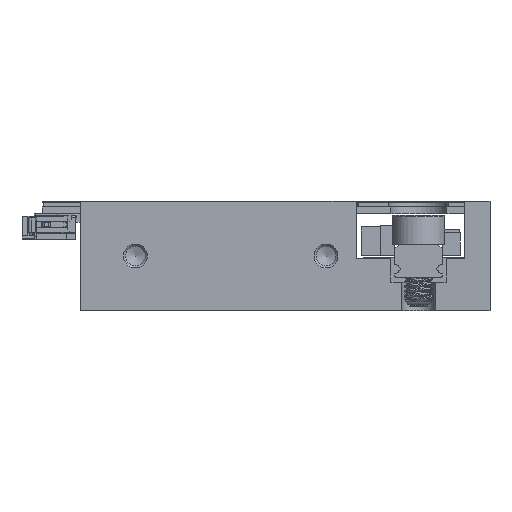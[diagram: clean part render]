
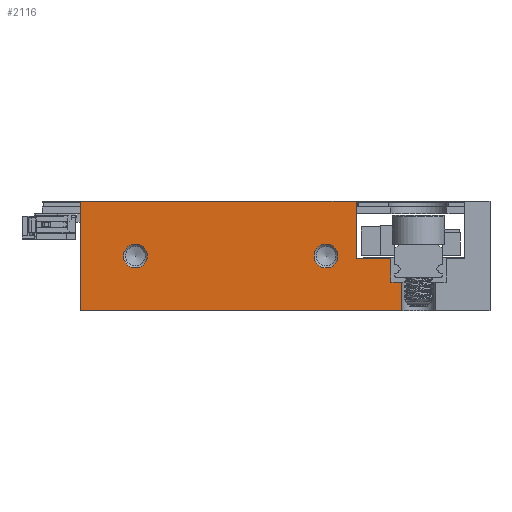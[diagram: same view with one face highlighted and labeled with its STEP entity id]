
A CAD part, left-side view. The second image highlights one B-rep face of the part: STEP entity #2116.
In plain terms, the highlighted planar face has unit normal (-1, 0, 0).
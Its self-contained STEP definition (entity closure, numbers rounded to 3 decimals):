
#1478=FACE_BOUND('',#5553,.T.);
#1479=FACE_BOUND('',#5554,.T.);
#1480=FACE_BOUND('',#5555,.T.);
#2116=ADVANCED_FACE('',(#1478,#1479,#1480),#3454,.F.);
#3454=PLANE('',#26878);
#5553=EDGE_LOOP('',(#8053));
#5554=EDGE_LOOP('',(#8054));
#5555=EDGE_LOOP('',(#8055,#8056,#8057,#8058,#8059,#8060,#8061,#8062));
#7288=CIRCLE('',#26876,1.25);
#7289=CIRCLE('',#26877,1.25);
#8053=ORIENTED_EDGE('',*,*,#17644,.T.);
#8054=ORIENTED_EDGE('',*,*,#17645,.T.);
#8055=ORIENTED_EDGE('',*,*,#17624,.T.);
#8056=ORIENTED_EDGE('',*,*,#17646,.T.);
#8057=ORIENTED_EDGE('',*,*,#17647,.T.);
#8058=ORIENTED_EDGE('',*,*,#17648,.T.);
#8059=ORIENTED_EDGE('',*,*,#17649,.T.);
#8060=ORIENTED_EDGE('',*,*,#17602,.T.);
#8061=ORIENTED_EDGE('',*,*,#17576,.F.);
#8062=ORIENTED_EDGE('',*,*,#17586,.T.);
#15116=VERTEX_POINT('',#35861);
#15117=VERTEX_POINT('',#35863);
#15124=VERTEX_POINT('',#35880);
#15135=VERTEX_POINT('',#35912);
#15154=VERTEX_POINT('',#35956);
#15170=VERTEX_POINT('',#35997);
#15171=VERTEX_POINT('',#35999);
#15172=VERTEX_POINT('',#36001);
#15173=VERTEX_POINT('',#36003);
#15174=VERTEX_POINT('',#36005);
#17576=EDGE_CURVE('',#15116,#15117,#21141,.T.);
#17586=EDGE_CURVE('',#15116,#15124,#21149,.T.);
#17602=EDGE_CURVE('',#15135,#15117,#21165,.T.);
#17624=EDGE_CURVE('',#15124,#15154,#21176,.T.);
#17644=EDGE_CURVE('',#15170,#15170,#7288,.T.);
#17645=EDGE_CURVE('',#15171,#15171,#7289,.T.);
#17646=EDGE_CURVE('',#15154,#15172,#21195,.T.);
#17647=EDGE_CURVE('',#15172,#15173,#21196,.T.);
#17648=EDGE_CURVE('',#15173,#15174,#21197,.T.);
#17649=EDGE_CURVE('',#15174,#15135,#21198,.T.);
#21141=LINE('',#35862,#24006);
#21149=LINE('',#35881,#24014);
#21165=LINE('',#35911,#24030);
#21176=LINE('',#35957,#24041);
#21195=LINE('',#36000,#24060);
#21196=LINE('',#36002,#24061);
#21197=LINE('',#36004,#24062);
#21198=LINE('',#36006,#24063);
#24006=VECTOR('',#28922,1.);
#24014=VECTOR('',#28936,1.);
#24030=VECTOR('',#28960,1.);
#24041=VECTOR('',#29001,1.);
#24060=VECTOR('',#29034,1.);
#24061=VECTOR('',#29035,1.);
#24062=VECTOR('',#29036,1.);
#24063=VECTOR('',#29037,1.);
#26876=AXIS2_PLACEMENT_3D('',#35996,#29030,#29031);
#26877=AXIS2_PLACEMENT_3D('',#35998,#29032,#29033);
#26878=AXIS2_PLACEMENT_3D('',#36007,#29038,#29039);
#28922=DIRECTION('',(0.,-1.,0.));
#28936=DIRECTION('',(0.,0.,-1.));
#28960=DIRECTION('',(0.,0.,1.));
#29001=DIRECTION('',(0.,-1.,0.));
#29030=DIRECTION('',(1.,0.,0.));
#29031=DIRECTION('',(0.,1.,0.));
#29032=DIRECTION('',(1.,0.,0.));
#29033=DIRECTION('',(0.,1.,0.));
#29034=DIRECTION('',(0.,0.,1.));
#29035=DIRECTION('',(0.,1.,0.));
#29036=DIRECTION('',(0.,0.,1.));
#29037=DIRECTION('',(0.,1.,0.));
#29038=DIRECTION('',(1.,0.,0.));
#29039=DIRECTION('',(0.,1.,0.));
#35861=CARTESIAN_POINT('',(-15.,43.,11.5));
#35862=CARTESIAN_POINT('',(-15.,43.,11.5));
#35863=CARTESIAN_POINT('',(-15.,14.05,11.5));
#35880=CARTESIAN_POINT('',(-15.,43.,0.));
#35881=CARTESIAN_POINT('',(-15.,43.,11.5));
#35911=CARTESIAN_POINT('',(-15.,14.05,5.5));
#35912=CARTESIAN_POINT('',(-15.,14.05,5.5));
#35956=CARTESIAN_POINT('',(-15.,9.25,0.));
#35957=CARTESIAN_POINT('',(-15.,43.,0.));
#35996=CARTESIAN_POINT('',(-15.,37.2,5.75));
#35997=CARTESIAN_POINT('',(-15.,38.45,5.75));
#35998=CARTESIAN_POINT('',(-15.,17.2,5.75));
#35999=CARTESIAN_POINT('',(-15.,18.45,5.75));
#36000=CARTESIAN_POINT('',(-15.,9.25,-0.3));
#36001=CARTESIAN_POINT('',(-15.,9.25,3.));
#36002=CARTESIAN_POINT('',(-15.,4.6,3.));
#36003=CARTESIAN_POINT('',(-15.,10.4,3.));
#36004=CARTESIAN_POINT('',(-15.,10.4,3.));
#36005=CARTESIAN_POINT('',(-15.,10.4,5.5));
#36006=CARTESIAN_POINT('',(-15.,10.4,5.5));
#36007=CARTESIAN_POINT('',(-15.,43.,11.5));
